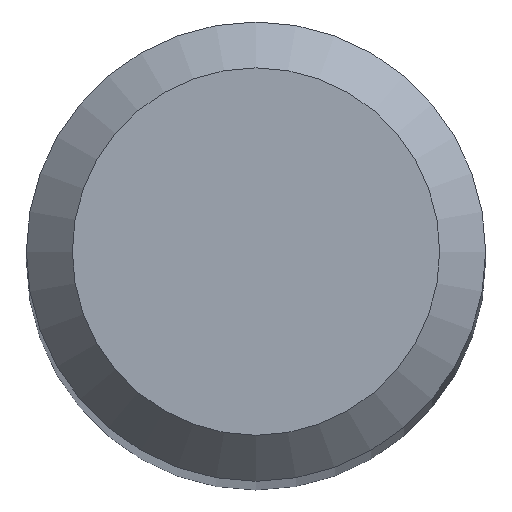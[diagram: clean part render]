
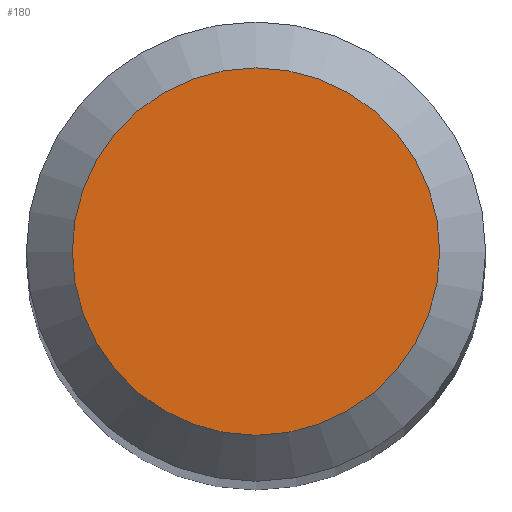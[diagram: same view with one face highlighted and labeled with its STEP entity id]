
A CAD part, top view. The second image highlights one B-rep face of the part: STEP entity #180.
In plain terms, the highlighted planar face has unit normal (0, 0, 1).
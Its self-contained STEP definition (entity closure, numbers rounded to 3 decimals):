
#13 = CARTESIAN_POINT ( 'NONE',  ( 0., 0., 38. ) ) ;
#17 = DIRECTION ( 'NONE',  ( 0., 0., -1. ) ) ;
#18 = CARTESIAN_POINT ( 'NONE',  ( 0., 1.2, 38. ) ) ;
#35 = FACE_OUTER_BOUND ( 'NONE', #48, .T. ) ;
#38 = AXIS2_PLACEMENT_3D ( 'NONE', #13, #17, #192 ) ;
#48 = EDGE_LOOP ( 'NONE', ( #128 ) ) ;
#56 = DIRECTION ( 'NONE',  ( 0., 1., 0. ) ) ;
#60 = EDGE_CURVE ( 'NONE', #76, #76, #211, .T. ) ;
#76 = VERTEX_POINT ( 'NONE', #18 ) ;
#102 = PLANE ( 'NONE',  #38 ) ;
#124 = AXIS2_PLACEMENT_3D ( 'NONE', #203, #218, #56 ) ;
#128 = ORIENTED_EDGE ( 'NONE', *, *, #60, .F. ) ;
#180 = ADVANCED_FACE ( 'NONE', ( #35 ), #102, .F. ) ;
#192 = DIRECTION ( 'NONE',  ( 0., 1., 0. ) ) ;
#203 = CARTESIAN_POINT ( 'NONE',  ( 0., 0., 38. ) ) ;
#211 = CIRCLE ( 'NONE', #124, 1.2 ) ;
#218 = DIRECTION ( 'NONE',  ( 0., 0., -1. ) ) ;
